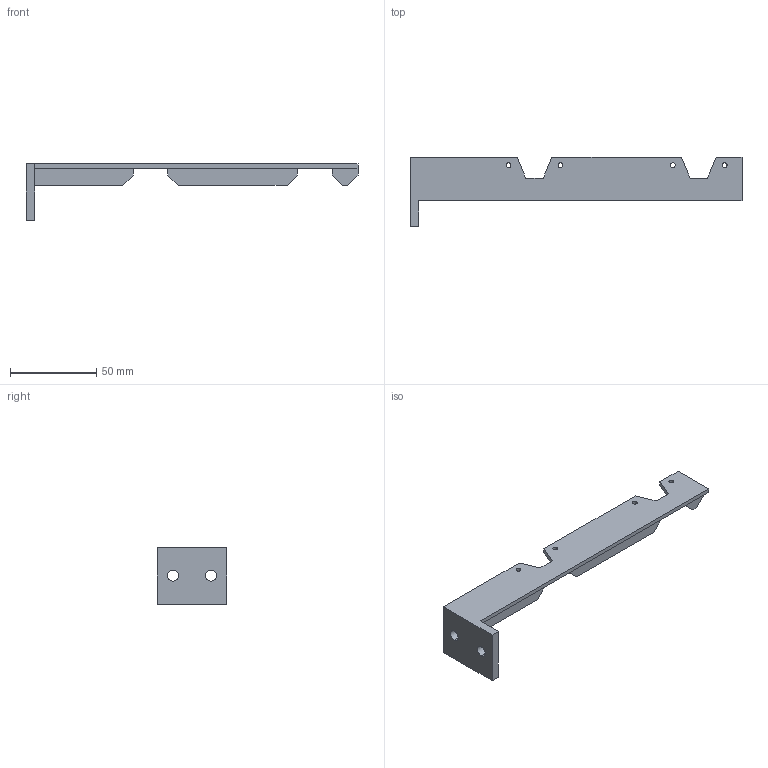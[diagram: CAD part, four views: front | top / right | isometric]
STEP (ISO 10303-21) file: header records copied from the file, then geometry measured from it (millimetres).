
FILE_DESCRIPTION (( 'STEP AP214' ), '1' );
FILE_NAME ('T2T3_Dock_Wiper_Bar.STEP', '2022-06-19T07:29:47', ( '' ), ( '' ), 'SwSTEP 2.0', 'SolidWorks 2021', '' );
FILE_SCHEMA (( 'AUTOMOTIVE_DESIGN' ));
Length unit declared in the file: millimetre
Products named in the file (1): T2T3_Dock_Wiper_Bar
Bounding box: 192 x 40 x 32.4 mm (x, y, z)
Volume: 19225.2 mm3; surface area: 15833.7 mm2
Topology: 1 solids, 1 shells, 47 faces, 132 edges, 88 vertices
Faces by surface type: plane 35, cylinder 12
Entity records: 1568 total; most frequent: CARTESIAN_POINT 268, ORIENTED_EDGE 264, DIRECTION 252, EDGE_CURVE 132, VECTOR 108, LINE 108, VERTEX_POINT 88, AXIS2_PLACEMENT_3D 72
